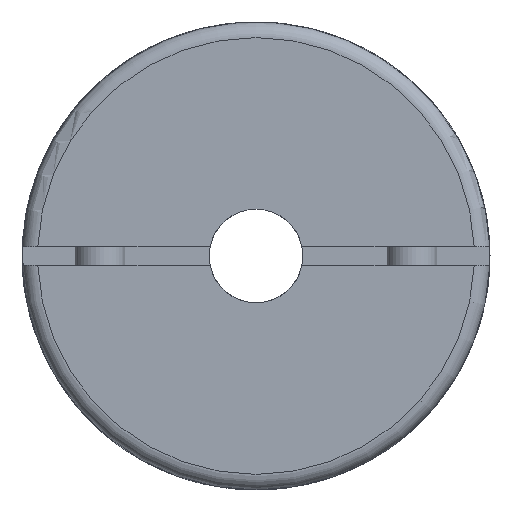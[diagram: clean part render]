
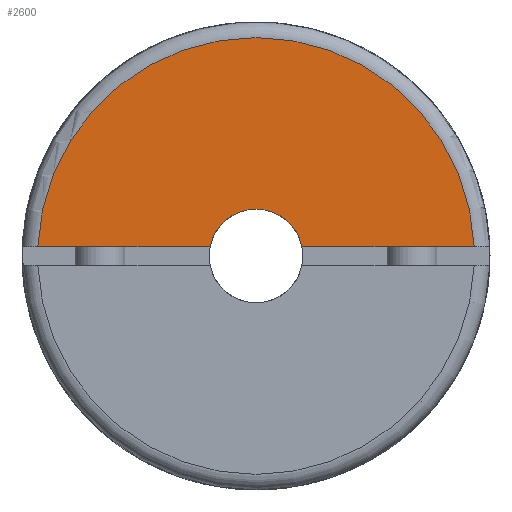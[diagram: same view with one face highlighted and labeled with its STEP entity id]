
A CAD part, left-side view. The second image highlights one B-rep face of the part: STEP entity #2600.
In plain terms, the highlighted planar face has unit normal (-1, 0, 0).
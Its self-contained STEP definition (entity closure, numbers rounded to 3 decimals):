
#75=PLANE('',#2824);
#203=CIRCLE('',#2823,1.5);
#204=CIRCLE('',#2825,7.);
#291=LINE('',#4045,#503);
#292=LINE('',#4046,#504);
#503=VECTOR('',#3160,1000.);
#504=VECTOR('',#3161,1000.);
#750=ORIENTED_EDGE('',*,*,#1478,.F.);
#751=ORIENTED_EDGE('',*,*,#1479,.T.);
#752=ORIENTED_EDGE('',*,*,#1476,.T.);
#753=ORIENTED_EDGE('',*,*,#1480,.T.);
#1476=EDGE_CURVE('',#1838,#1837,#203,.T.);
#1478=EDGE_CURVE('',#1839,#1840,#204,.T.);
#1479=EDGE_CURVE('',#1839,#1838,#291,.T.);
#1480=EDGE_CURVE('',#1837,#1840,#292,.T.);
#1837=VERTEX_POINT('',#4037);
#1838=VERTEX_POINT('',#4039);
#1839=VERTEX_POINT('',#4043);
#1840=VERTEX_POINT('',#4044);
#2112=EDGE_LOOP('',(#750,#751,#752,#753));
#2338=FACE_BOUND('',#2112,.T.);
#2600=ADVANCED_FACE('',(#2338),#75,.T.);
#2823=AXIS2_PLACEMENT_3D('',#4038,#3153,#3154);
#2824=AXIS2_PLACEMENT_3D('',#4041,#3156,#3157);
#2825=AXIS2_PLACEMENT_3D('',#4042,#3158,#3159);
#3153=DIRECTION('',(1.,0.,0.));
#3154=DIRECTION('',(0.,0.,-1.));
#3156=DIRECTION('',(-1.,0.,0.));
#3157=DIRECTION('',(0.,0.,1.));
#3158=DIRECTION('',(1.,0.,0.));
#3159=DIRECTION('',(0.,0.,-1.));
#3160=DIRECTION('',(0.,-1.,0.));
#3161=DIRECTION('',(0.,-1.,0.));
#4037=CARTESIAN_POINT('',(0.,-1.47,0.3));
#4038=CARTESIAN_POINT('',(0.,0.,0.));
#4039=CARTESIAN_POINT('',(0.,1.47,0.3));
#4041=CARTESIAN_POINT('',(0.,7.,0.));
#4042=CARTESIAN_POINT('',(0.,0.,0.));
#4043=CARTESIAN_POINT('',(0.,6.994,0.3));
#4044=CARTESIAN_POINT('',(0.,-6.994,0.3));
#4045=CARTESIAN_POINT('',(0.,7.5,0.3));
#4046=CARTESIAN_POINT('',(0.,7.5,0.3));
